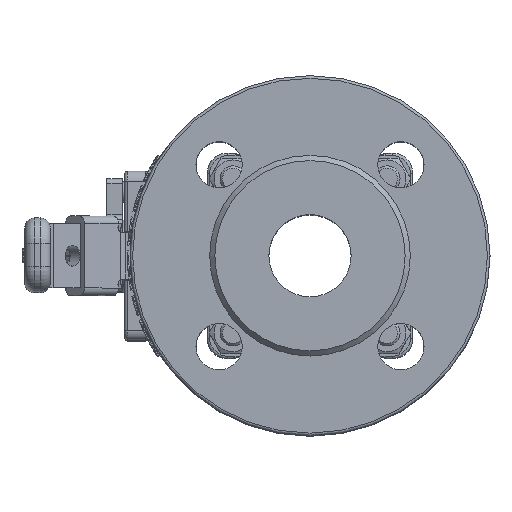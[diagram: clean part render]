
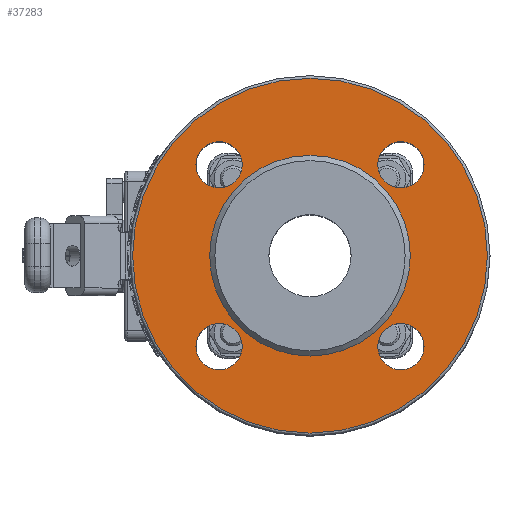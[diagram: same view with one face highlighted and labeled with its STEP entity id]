
A CAD part, top view. The second image highlights one B-rep face of the part: STEP entity #37283.
In plain terms, the highlighted planar face has unit normal (0, 0, 1).
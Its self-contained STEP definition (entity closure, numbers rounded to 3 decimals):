
#8364=FACE_BOUND('',#11887,.T.);
#8365=FACE_BOUND('',#11888,.T.);
#8366=FACE_BOUND('',#11889,.T.);
#8367=FACE_BOUND('',#11890,.T.);
#8368=FACE_BOUND('',#11891,.T.);
#9728=FACE_OUTER_BOUND('',#11886,.T.);
#11886=EDGE_LOOP('',(#29262));
#11887=EDGE_LOOP('',(#29263));
#11888=EDGE_LOOP('',(#29264));
#11889=EDGE_LOOP('',(#29265));
#11890=EDGE_LOOP('',(#29266));
#11891=EDGE_LOOP('',(#29267));
#13262=CIRCLE('',#39297,39.);
#13265=CIRCLE('',#39302,69.);
#13266=CIRCLE('',#39305,9.);
#13267=CIRCLE('',#39306,9.);
#13268=CIRCLE('',#39307,9.);
#13269=CIRCLE('',#39308,9.);
#15971=VERTEX_POINT('',#67321);
#15974=VERTEX_POINT('',#67329);
#15975=VERTEX_POINT('',#67333);
#15976=VERTEX_POINT('',#67335);
#15977=VERTEX_POINT('',#67337);
#15978=VERTEX_POINT('',#67339);
#20618=EDGE_CURVE('',#15971,#15971,#13262,.T.);
#20621=EDGE_CURVE('',#15974,#15974,#13265,.T.);
#20622=EDGE_CURVE('',#15975,#15975,#13266,.T.);
#20623=EDGE_CURVE('',#15976,#15976,#13267,.T.);
#20624=EDGE_CURVE('',#15977,#15977,#13268,.T.);
#20625=EDGE_CURVE('',#15978,#15978,#13269,.T.);
#29262=ORIENTED_EDGE('',*,*,#20621,.F.);
#29263=ORIENTED_EDGE('',*,*,#20618,.T.);
#29264=ORIENTED_EDGE('',*,*,#20622,.T.);
#29265=ORIENTED_EDGE('',*,*,#20623,.T.);
#29266=ORIENTED_EDGE('',*,*,#20624,.T.);
#29267=ORIENTED_EDGE('',*,*,#20625,.T.);
#33773=PLANE('',#39304);
#37283=ADVANCED_FACE('',(#9728,#8364,#8365,#8366,#8367,#8368),#33773,.F.);
#39297=AXIS2_PLACEMENT_3D('',#67322,#44509,#44510);
#39302=AXIS2_PLACEMENT_3D('',#67330,#44519,#44520);
#39304=AXIS2_PLACEMENT_3D('',#67332,#44523,#44524);
#39305=AXIS2_PLACEMENT_3D('',#67334,#44525,#44526);
#39306=AXIS2_PLACEMENT_3D('',#67336,#44527,#44528);
#39307=AXIS2_PLACEMENT_3D('',#67338,#44529,#44530);
#39308=AXIS2_PLACEMENT_3D('',#67340,#44531,#44532);
#44509=DIRECTION('center_axis',(0.,0.,-1.));
#44510=DIRECTION('ref_axis',(-1.,0.,0.));
#44519=DIRECTION('center_axis',(0.,0.,-1.));
#44520=DIRECTION('ref_axis',(-1.,0.,0.));
#44523=DIRECTION('center_axis',(0.,0.,-1.));
#44524=DIRECTION('ref_axis',(1.,0.,0.));
#44525=DIRECTION('center_axis',(0.,0.,-1.));
#44526=DIRECTION('ref_axis',(-1.,0.,0.));
#44527=DIRECTION('center_axis',(0.,0.,-1.));
#44528=DIRECTION('ref_axis',(-1.,0.,0.));
#44529=DIRECTION('center_axis',(0.,0.,-1.));
#44530=DIRECTION('ref_axis',(-1.,0.,0.));
#44531=DIRECTION('center_axis',(0.,0.,-1.));
#44532=DIRECTION('ref_axis',(-1.,0.,0.));
#67321=CARTESIAN_POINT('',(39.,0.,128.));
#67322=CARTESIAN_POINT('Origin',(0.,0.,128.));
#67329=CARTESIAN_POINT('',(69.,0.,128.));
#67330=CARTESIAN_POINT('Origin',(0.,0.,128.));
#67332=CARTESIAN_POINT('Origin',(0.,0.,
128.));
#67333=CARTESIAN_POINT('',(44.355,35.355,128.));
#67334=CARTESIAN_POINT('Origin',(35.355,35.355,128.));
#67335=CARTESIAN_POINT('',(-26.355,35.355,128.));
#67336=CARTESIAN_POINT('Origin',(-35.355,35.355,128.));
#67337=CARTESIAN_POINT('',(-26.355,-35.355,128.));
#67338=CARTESIAN_POINT('Origin',(-35.355,-35.355,128.));
#67339=CARTESIAN_POINT('',(44.355,-35.355,128.));
#67340=CARTESIAN_POINT('Origin',(35.355,-35.355,128.));
